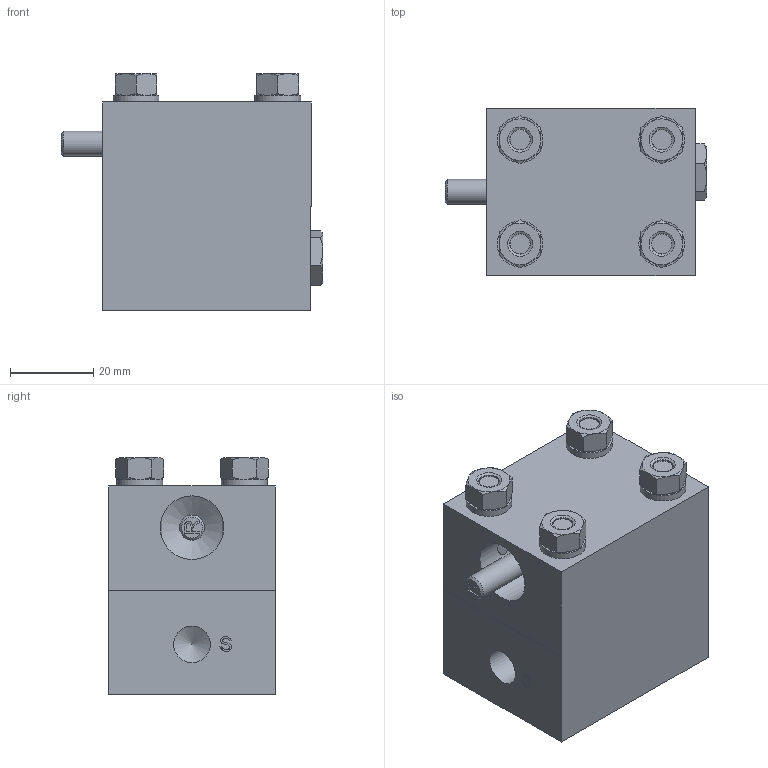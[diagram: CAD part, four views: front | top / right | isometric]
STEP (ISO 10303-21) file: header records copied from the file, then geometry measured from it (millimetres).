
FILE_DESCRIPTION((''),'2;1');
FILE_NAME('110 061 06.stp','2012-05-31T20:31:17',('HJ'),('AVAC Vacuumteknik AB'),'Autodesk Inventor 2012','Autodesk Inventor 2012','');
FILE_SCHEMA(('AUTOMOTIVE_DESIGN { 1 0 10303 214 1 1 1 1 }'));
Length unit declared in the file: millimetre
Products named in the file (1): 110 061 06
Bounding box: 62.85 x 40 x 56.8 mm (x, y, z)
Volume: 93009.3 mm3; surface area: 19559.9 mm2
Topology: 1 solids, 5 shells, 303 faces, 706 edges, 451 vertices
Faces by surface type: plane 151, cone 67, bspline 44, cylinder 37, torus 4
Full cylindrical faces by diameter (mm): 3 x1, 4.917 x4, 6 x6, 6.4 x4, 8.8 x4, 10 x4, 10.5 x4, 11 x4, 11.8 x1, 15.25 x1, 19 x1
Entity records: 8724 total; most frequent: CARTESIAN_POINT 2369, ORIENTED_EDGE 1260, DIRECTION 1063, EDGE_CURVE 630, VERTEX_POINT 432, EDGE_LOOP 406, AXIS2_PLACEMENT_3D 391, STYLED_ITEM 304
